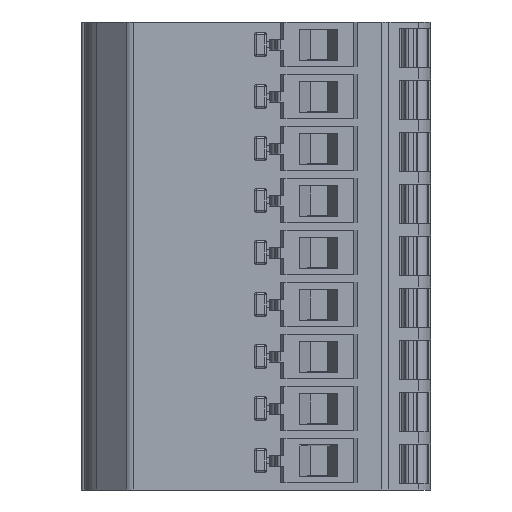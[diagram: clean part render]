
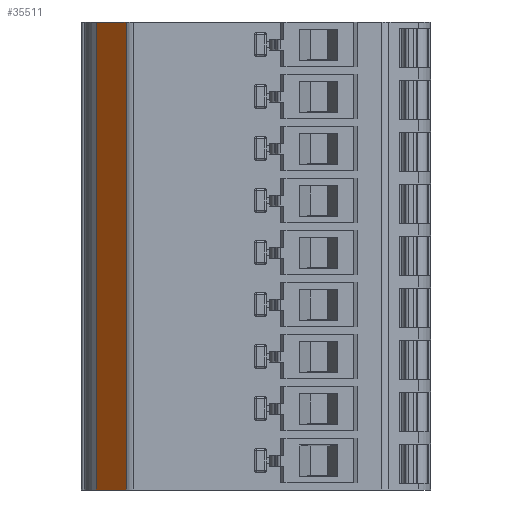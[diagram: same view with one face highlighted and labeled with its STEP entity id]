
A CAD part, front view. The second image highlights one B-rep face of the part: STEP entity #35511.
In plain terms, the highlighted planar face has unit normal (-0.707, -0.707, 0).
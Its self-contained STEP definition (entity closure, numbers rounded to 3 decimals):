
#1100 = CARTESIAN_POINT ( 'NONE',  ( -19.287, 15.374, -31.206 ) ) ;
#2183 = VECTOR ( 'NONE', #22563, 1000. ) ;
#2737 = LINE ( 'NONE', #15546, #2183 ) ;
#6029 = CARTESIAN_POINT ( 'NONE',  ( -19.287, 15.374, 5.15 ) ) ;
#6037 = VECTOR ( 'NONE', #35555, 1000. ) ;
#7826 = CARTESIAN_POINT ( 'NONE',  ( -19.287, 15.374, -41.65 ) ) ;
#9005 = AXIS2_PLACEMENT_3D ( 'NONE', #1100, #34635, #12721 ) ;
#10369 = ORIENTED_EDGE ( 'NONE', *, *, #28964, .F. ) ;
#11073 = VERTEX_POINT ( 'NONE', #23867 ) ;
#11274 = EDGE_CURVE ( 'NONE', #11073, #13221, #33517, .T. ) ;
#11913 = CARTESIAN_POINT ( 'NONE',  ( -22.272, 18.359, -41.65 ) ) ;
#12258 = ORIENTED_EDGE ( 'NONE', *, *, #37079, .T. ) ;
#12721 = DIRECTION ( 'NONE',  ( 0.707, -0.707, 0. ) ) ;
#13221 = VERTEX_POINT ( 'NONE', #11913 ) ;
#15500 = CARTESIAN_POINT ( 'NONE',  ( -22.272, 18.359, 5.15 ) ) ;
#15546 = CARTESIAN_POINT ( 'NONE',  ( -19.287, 15.374, -31.206 ) ) ;
#15616 = FACE_OUTER_BOUND ( 'NONE', #24030, .T. ) ;
#15791 = DIRECTION ( 'NONE',  ( 0.707, -0.707, 0. ) ) ;
#15815 = CARTESIAN_POINT ( 'NONE',  ( -19.287, 15.374, -41.65 ) ) ;
#15977 = DIRECTION ( 'NONE',  ( 0.707, -0.707, 0. ) ) ;
#20488 = VECTOR ( 'NONE', #15791, 1000. ) ;
#22563 = DIRECTION ( 'NONE',  ( 0., 0., 1. ) ) ;
#23867 = CARTESIAN_POINT ( 'NONE',  ( -22.272, 18.359, 5.15 ) ) ;
#24030 = EDGE_LOOP ( 'NONE', ( #44332, #12258, #29516, #10369 ) ) ;
#24332 = CARTESIAN_POINT ( 'NONE',  ( -22.272, 18.359, -31.206 ) ) ;
#26662 = PLANE ( 'NONE',  #9005 ) ;
#27348 = LINE ( 'NONE', #15500, #20488 ) ;
#28964 = EDGE_CURVE ( 'NONE', #11073, #44162, #27348, .T. ) ;
#29516 = ORIENTED_EDGE ( 'NONE', *, *, #39927, .T. ) ;
#33517 = LINE ( 'NONE', #24332, #6037 ) ;
#33845 = VECTOR ( 'NONE', #15977, 1000. ) ;
#34635 = DIRECTION ( 'NONE',  ( -0.707, -0.707, 0. ) ) ;
#35511 = ADVANCED_FACE ( 'NONE', ( #15616 ), #26662, .T. ) ;
#35555 = DIRECTION ( 'NONE',  ( 0., 0., -1. ) ) ;
#37079 = EDGE_CURVE ( 'NONE', #13221, #39969, #45283, .T. ) ;
#39927 = EDGE_CURVE ( 'NONE', #39969, #44162, #2737, .T. ) ;
#39969 = VERTEX_POINT ( 'NONE', #7826 ) ;
#44162 = VERTEX_POINT ( 'NONE', #6029 ) ;
#44332 = ORIENTED_EDGE ( 'NONE', *, *, #11274, .T. ) ;
#45283 = LINE ( 'NONE', #15815, #33845 ) ;
